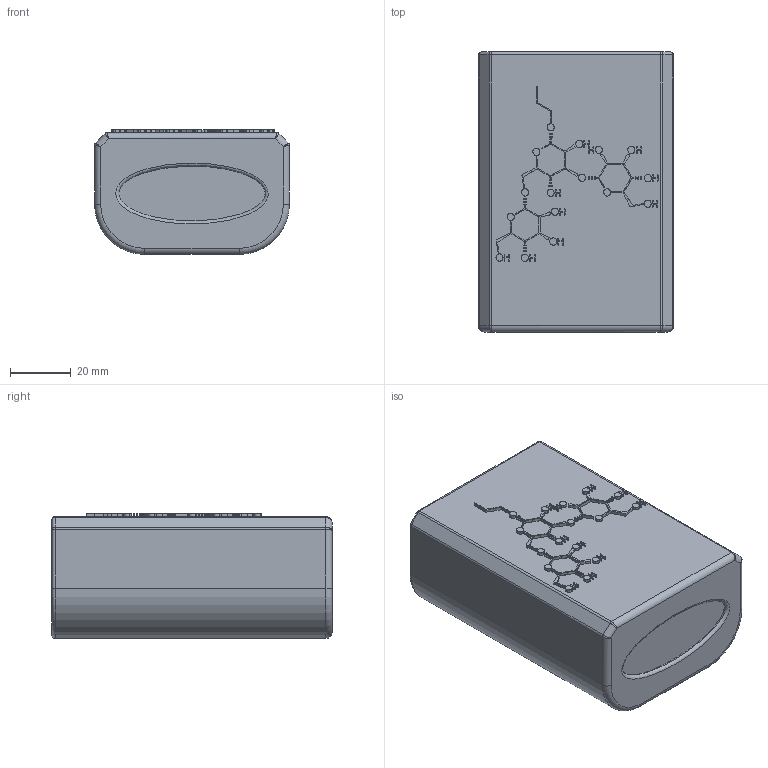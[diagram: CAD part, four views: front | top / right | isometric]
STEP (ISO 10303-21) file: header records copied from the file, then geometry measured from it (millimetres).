
FILE_DESCRIPTION(/* description */ (''),/* implementation_level */ '2;1');
FILE_NAME(/* name */ 'insuline-case-2 v21.step',/* time_stamp */ '2020-09-30T13:15:15-04:00',/* author */ (''),/* organization */ (''),/* preprocessor_version */ 'ST-DEVELOPER v18.1',/* originating_system */ 'Autodesk Translation Framework v9.3.0.1241',/* authorisation */ '');
FILE_SCHEMA (('AUTOMOTIVE_DESIGN { 1 0 10303 214 3 1 1 }'));
Length unit declared in the file: millimetre
Products named in the file (3): insuline-case-2; body; lid
Assembly tree (2 placements, depth 2):
  insuline-case-2
    body
    lid
Bounding box: 64 x 92 x 41 mm (x, y, z)
Volume: 124578.1 mm3; surface area: 66721.8 mm2
Topology: 2 solids, 2 shells, 662 faces, 1723 edges, 1127 vertices
Faces by surface type: bspline 342, plane 275, cylinder 33, cone 4, sphere 4, torus 4
Entity records: 21335 total; most frequent: CARTESIAN_POINT 8324, ORIENTED_EDGE 3438, DIRECTION 1778, EDGE_CURVE 1719, VERTEX_POINT 1127, LINE 968, VECTOR 968, EDGE_LOOP 730
